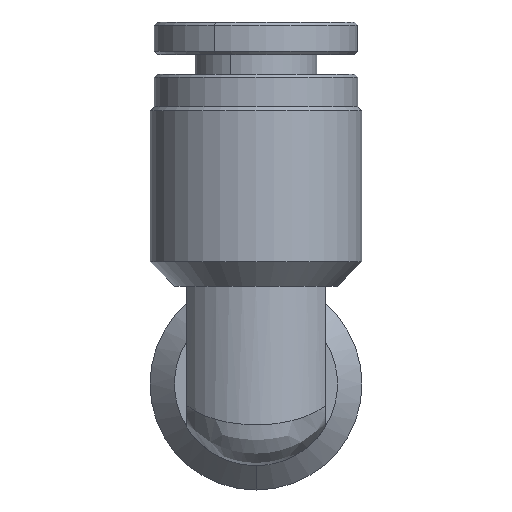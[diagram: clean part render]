
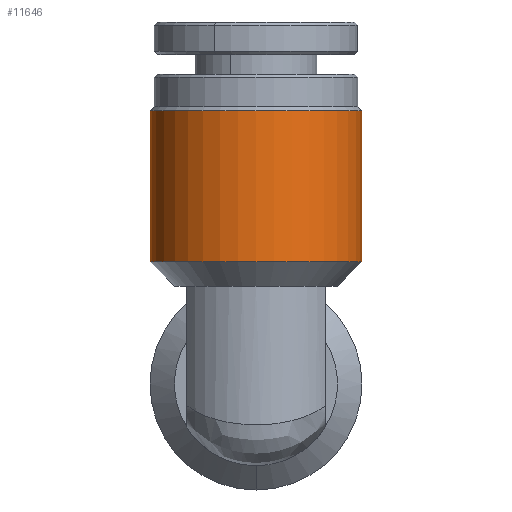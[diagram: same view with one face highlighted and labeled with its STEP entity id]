
A CAD part, front view. The second image highlights one B-rep face of the part: STEP entity #11646.
In plain terms, the highlighted cylindrical face has radius 6.5 mm (diameter 13 mm), a partial arc.
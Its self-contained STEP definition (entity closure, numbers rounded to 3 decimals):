
#1371 = AXIS2_PLACEMENT_3D ( 'NONE', #29874, #14582, #32488 ) ;
#2403 = DIRECTION ( 'NONE',  ( 0., 0., -1. ) ) ;
#2597 = CARTESIAN_POINT ( 'NONE',  ( -6.5, 0., 10.75 ) ) ;
#2673 = ORIENTED_EDGE ( 'NONE', *, *, #13161, .T. ) ;
#2847 = DIRECTION ( 'NONE',  ( 0., 0., -1. ) ) ;
#2962 = CARTESIAN_POINT ( 'NONE',  ( 0., 0., 13. ) ) ;
#3978 = VECTOR ( 'NONE', #11704, 1000. ) ;
#4974 = EDGE_CURVE ( 'NONE', #15483, #20644, #6755, .T. ) ;
#5720 = VECTOR ( 'NONE', #11083, 1000. ) ;
#6577 = AXIS2_PLACEMENT_3D ( 'NONE', #2962, #2847, #20722 ) ;
#6755 = CIRCLE ( 'NONE', #1371, 6.5 ) ;
#8483 = CARTESIAN_POINT ( 'NONE',  ( 6.5, 0., 13. ) ) ;
#9274 = EDGE_LOOP ( 'NONE', ( #12821, #2673, #12049, #10852 ) ) ;
#9575 = VERTEX_POINT ( 'NONE', #2597 ) ;
#9801 = CARTESIAN_POINT ( 'NONE',  ( 6.5, 0., 10.75 ) ) ;
#10852 = ORIENTED_EDGE ( 'NONE', *, *, #4974, .T. ) ;
#11083 = DIRECTION ( 'NONE',  ( 0., 0., -1. ) ) ;
#11646 = ADVANCED_FACE ( 'NONE', ( #12303 ), #22674, .T. ) ;
#11704 = DIRECTION ( 'NONE',  ( 0., 0., -1. ) ) ;
#12049 = ORIENTED_EDGE ( 'NONE', *, *, #16207, .T. ) ;
#12303 = FACE_OUTER_BOUND ( 'NONE', #9274, .T. ) ;
#12821 = ORIENTED_EDGE ( 'NONE', *, *, #21100, .F. ) ;
#13161 = EDGE_CURVE ( 'NONE', #15458, #9575, #30432, .T. ) ;
#13188 = LINE ( 'NONE', #8483, #5720 ) ;
#13573 = CARTESIAN_POINT ( 'NONE',  ( 6.5, 0., 1.5 ) ) ;
#14582 = DIRECTION ( 'NONE',  ( 0., 0., 1. ) ) ;
#15458 = VERTEX_POINT ( 'NONE', #9801 ) ;
#15483 = VERTEX_POINT ( 'NONE', #22584 ) ;
#16207 = EDGE_CURVE ( 'NONE', #9575, #15483, #30216, .T. ) ;
#17586 = CARTESIAN_POINT ( 'NONE',  ( 0., 0., 10.75 ) ) ;
#19585 = AXIS2_PLACEMENT_3D ( 'NONE', #17586, #2403, #20150 ) ;
#20150 = DIRECTION ( 'NONE',  ( 1., 0., 0. ) ) ;
#20644 = VERTEX_POINT ( 'NONE', #13573 ) ;
#20722 = DIRECTION ( 'NONE',  ( -1., 0., 0. ) ) ;
#21100 = EDGE_CURVE ( 'NONE', #15458, #20644, #13188, .T. ) ;
#22584 = CARTESIAN_POINT ( 'NONE',  ( -6.5, 0., 1.5 ) ) ;
#22674 = CYLINDRICAL_SURFACE ( 'NONE', #6577, 6.5 ) ;
#24449 = CARTESIAN_POINT ( 'NONE',  ( -6.5, 0., 13. ) ) ;
#29874 = CARTESIAN_POINT ( 'NONE',  ( 0., 0., 1.5 ) ) ;
#30216 = LINE ( 'NONE', #24449, #3978 ) ;
#30432 = CIRCLE ( 'NONE', #19585, 6.5 ) ;
#32488 = DIRECTION ( 'NONE',  ( 1., 0., 0. ) ) ;
